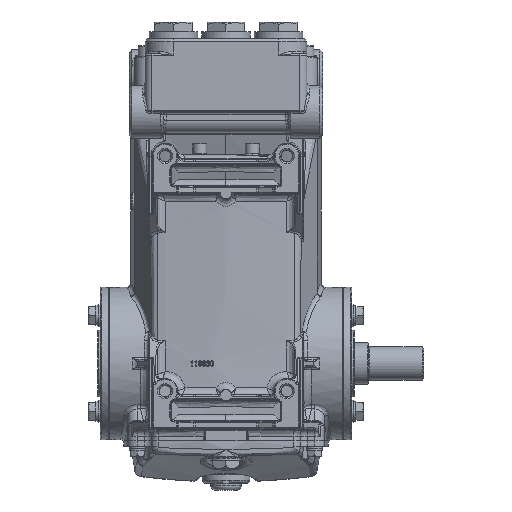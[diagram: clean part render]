
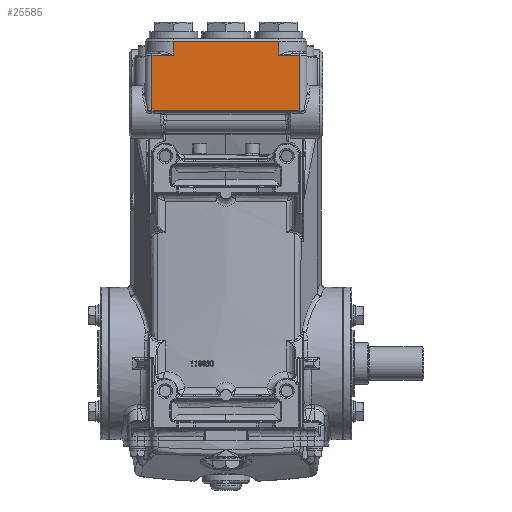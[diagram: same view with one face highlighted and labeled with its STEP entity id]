
A CAD part, front view. The second image highlights one B-rep face of the part: STEP entity #25585.
In plain terms, the highlighted planar face has unit normal (0, -1, 0).
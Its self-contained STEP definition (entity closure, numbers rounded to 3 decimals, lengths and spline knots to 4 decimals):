
#827 = DIRECTION ( 'NONE',  ( 0., 0., 1. ) ) ;
#3000 = VECTOR ( 'NONE', #6675, 39.3701 ) ;
#5172 = ORIENTED_EDGE ( 'NONE', *, *, #33133, .F. ) ;
#5856 = LINE ( 'NONE', #12798, #62446 ) ;
#6675 = DIRECTION ( 'NONE',  ( -1., 0., 0. ) ) ;
#7541 = FACE_OUTER_BOUND ( 'NONE', #98489, .T. ) ;
#7932 = CARTESIAN_POINT ( 'NONE',  ( -2.1063, -2.6772, 8.7795 ) ) ;
#10031 = CARTESIAN_POINT ( 'NONE',  ( -1.4961, -2.6772, 7.1654 ) ) ;
#10347 = DIRECTION ( 'NONE',  ( -1., 0., 0. ) ) ;
#11232 = CARTESIAN_POINT ( 'NONE',  ( -1.4961, -2.6772, 9.1732 ) ) ;
#12599 = VECTOR ( 'NONE', #10347, 39.3701 ) ;
#12798 = CARTESIAN_POINT ( 'NONE',  ( 2.1063, -2.6772, 6.024 ) ) ;
#15437 = VERTEX_POINT ( 'NONE', #24605 ) ;
#16048 = LINE ( 'NONE', #73893, #70765 ) ;
#19096 = CARTESIAN_POINT ( 'NONE',  ( -2.1063, -2.6772, 6.024 ) ) ;
#21106 = VECTOR ( 'NONE', #107674, 39.3701 ) ;
#23758 = EDGE_CURVE ( 'NONE', #110769, #63673, #110699, .T. ) ;
#24605 = CARTESIAN_POINT ( 'NONE',  ( 1.4961, -2.6772, 9.1732 ) ) ;
#24612 = DIRECTION ( 'NONE',  ( 1., 0., 0. ) ) ;
#25241 = CARTESIAN_POINT ( 'NONE',  ( 0., -2.6772, 7.2047 ) ) ;
#25585 = ADVANCED_FACE ( 'NONE', ( #7541 ), #103072, .T. ) ;
#27585 = ORIENTED_EDGE ( 'NONE', *, *, #41537, .T. ) ;
#29305 = CARTESIAN_POINT ( 'NONE',  ( 2.1063, -2.6772, 7.2047 ) ) ;
#29761 = VECTOR ( 'NONE', #24612, 39.3701 ) ;
#31993 = VERTEX_POINT ( 'NONE', #64430 ) ;
#33133 = EDGE_CURVE ( 'NONE', #31993, #57001, #16048, .T. ) ;
#33297 = EDGE_CURVE ( 'NONE', #15437, #84447, #68156, .T. ) ;
#36055 = AXIS2_PLACEMENT_3D ( 'NONE', #10031, #45925, #56584 ) ;
#40357 = EDGE_CURVE ( 'NONE', #31993, #15437, #77560, .T. ) ;
#41537 = EDGE_CURVE ( 'NONE', #63673, #57001, #5856, .T. ) ;
#41761 = DIRECTION ( 'NONE',  ( 0., 0., 1. ) ) ;
#44429 = ORIENTED_EDGE ( 'NONE', *, *, #114535, .F. ) ;
#44463 = LINE ( 'NONE', #7932, #3000 ) ;
#45925 = DIRECTION ( 'NONE',  ( 0., -1., 0. ) ) ;
#49955 = CARTESIAN_POINT ( 'NONE',  ( -1.4961, -2.6772, 9.1732 ) ) ;
#50054 = EDGE_CURVE ( 'NONE', #110769, #95414, #58078, .T. ) ;
#50727 = CARTESIAN_POINT ( 'NONE',  ( -1.4961, -2.6772, 8.7795 ) ) ;
#56132 = ORIENTED_EDGE ( 'NONE', *, *, #33297, .T. ) ;
#56584 = DIRECTION ( 'NONE',  ( 0., 0., -1. ) ) ;
#57001 = VERTEX_POINT ( 'NONE', #98899 ) ;
#58078 = LINE ( 'NONE', #19096, #67143 ) ;
#62446 = VECTOR ( 'NONE', #41761, 39.3701 ) ;
#62995 = CARTESIAN_POINT ( 'NONE',  ( -2.1063, -2.6772, 8.7795 ) ) ;
#63673 = VERTEX_POINT ( 'NONE', #29305 ) ;
#64430 = CARTESIAN_POINT ( 'NONE',  ( 1.4961, -2.6772, 8.7795 ) ) ;
#65649 = EDGE_CURVE ( 'NONE', #85488, #95414, #44463, .T. ) ;
#67143 = VECTOR ( 'NONE', #827, 39.3701 ) ;
#68156 = LINE ( 'NONE', #49955, #12599 ) ;
#68745 = CARTESIAN_POINT ( 'NONE',  ( -2.1063, -2.6772, 7.2047 ) ) ;
#70765 = VECTOR ( 'NONE', #109244, 39.3701 ) ;
#71167 = VECTOR ( 'NONE', #119404, 39.3701 ) ;
#73893 = CARTESIAN_POINT ( 'NONE',  ( 2.1063, -2.6772, 8.7795 ) ) ;
#75009 = ORIENTED_EDGE ( 'NONE', *, *, #23758, .T. ) ;
#77560 = LINE ( 'NONE', #78177, #21106 ) ;
#78177 = CARTESIAN_POINT ( 'NONE',  ( 1.4961, -2.6772, 7.1654 ) ) ;
#82346 = LINE ( 'NONE', #110609, #71167 ) ;
#83212 = ORIENTED_EDGE ( 'NONE', *, *, #50054, .F. ) ;
#84447 = VERTEX_POINT ( 'NONE', #11232 ) ;
#85488 = VERTEX_POINT ( 'NONE', #50727 ) ;
#95414 = VERTEX_POINT ( 'NONE', #62995 ) ;
#97950 = ORIENTED_EDGE ( 'NONE', *, *, #65649, .T. ) ;
#98489 = EDGE_LOOP ( 'NONE', ( #75009, #27585, #5172, #108077, #56132, #44429, #97950, #83212 ) ) ;
#98899 = CARTESIAN_POINT ( 'NONE',  ( 2.1063, -2.6772, 8.7795 ) ) ;
#103072 = PLANE ( 'NONE',  #36055 ) ;
#107674 = DIRECTION ( 'NONE',  ( 0., 0., 1. ) ) ;
#108077 = ORIENTED_EDGE ( 'NONE', *, *, #40357, .T. ) ;
#109244 = DIRECTION ( 'NONE',  ( 1., 0., 0. ) ) ;
#110609 = CARTESIAN_POINT ( 'NONE',  ( -1.4961, -2.6772, 7.1654 ) ) ;
#110699 = LINE ( 'NONE', #25241, #29761 ) ;
#110769 = VERTEX_POINT ( 'NONE', #68745 ) ;
#114535 = EDGE_CURVE ( 'NONE', #85488, #84447, #82346, .T. ) ;
#119404 = DIRECTION ( 'NONE',  ( 0., 0., 1. ) ) ;
